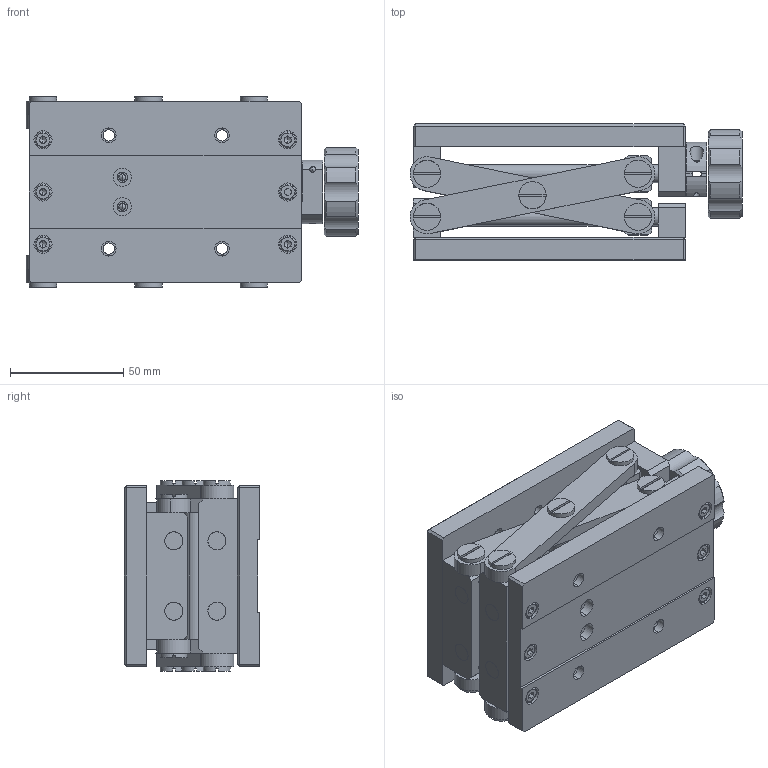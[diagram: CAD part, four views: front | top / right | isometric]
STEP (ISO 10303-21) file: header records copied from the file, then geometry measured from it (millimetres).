
FILE_DESCRIPTION (( 'STEP AP203' ), '1' );
FILE_NAME ('MJ60.step', '2019-05-08T07:13:09', ( '' ), ( '' ), 'SwSTEP 2.0', 'SolidWorks 2017', '' );
FILE_SCHEMA (( 'CONFIG_CONTROL_DESIGN' ));
Length unit declared in the file: millimetre
Products named in the file (1): MJ60
Bounding box: 146.5 x 60 x 84 mm (x, y, z)
Surface area: 108264.1 mm2 (no closed solid volume)
Topology: 0 solids, 55 shells, 582 faces, 2051 edges, 1458 vertices
Faces by surface type: plane 343, cylinder 167, cone 42, torus 30
Entity records: 23047 total; most frequent: CARTESIAN_POINT 5097, DIRECTION 3856, ORIENTED_EDGE 3214, EDGE_CURVE 2025, VERTEX_POINT 1458, AXIS2_PLACEMENT_3D 1319, VECTOR 1218, LINE 1218
